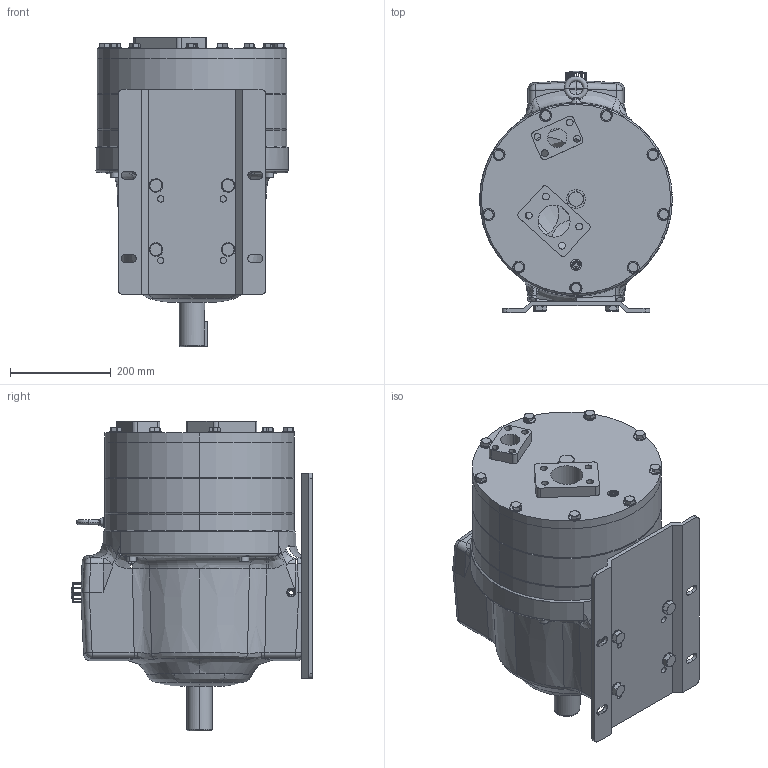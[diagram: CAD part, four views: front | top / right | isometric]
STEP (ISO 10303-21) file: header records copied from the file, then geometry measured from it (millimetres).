
FILE_DESCRIPTION (( 'STEP AP214' ), '1' );
FILE_NAME ('D66-E Non-Metallic Pump Head.STEP', '2022-04-19T14:00:10', ( '' ), ( '' ), 'SwSTEP 2.0', 'SolidWorks 2018', '' );
FILE_SCHEMA (( 'AUTOMOTIVE_DESIGN' ));
Length unit declared in the file: millimetre
Products named in the file (1): D66-E Non-Metallic Pump Head
Bounding box: 381.65 x 478.48 x 613.25 mm (x, y, z)
Surface area: 1282383.5 mm2 (no closed solid volume)
Topology: 0 solids, 88 shells, 499 faces, 3236 edges, 2786 vertices
Faces by surface type: plane 200, cylinder 165, bspline 53, cone 49, torus 22, sphere 10
Entity records: 50169 total; most frequent: CARTESIAN_POINT 22031, ORIENTED_EDGE 4131, DIRECTION 3946, EDGE_CURVE 3236, VERTEX_POINT 2786, VECTOR 1528, LINE 1528, AXIS2_PLACEMENT_3D 1209
